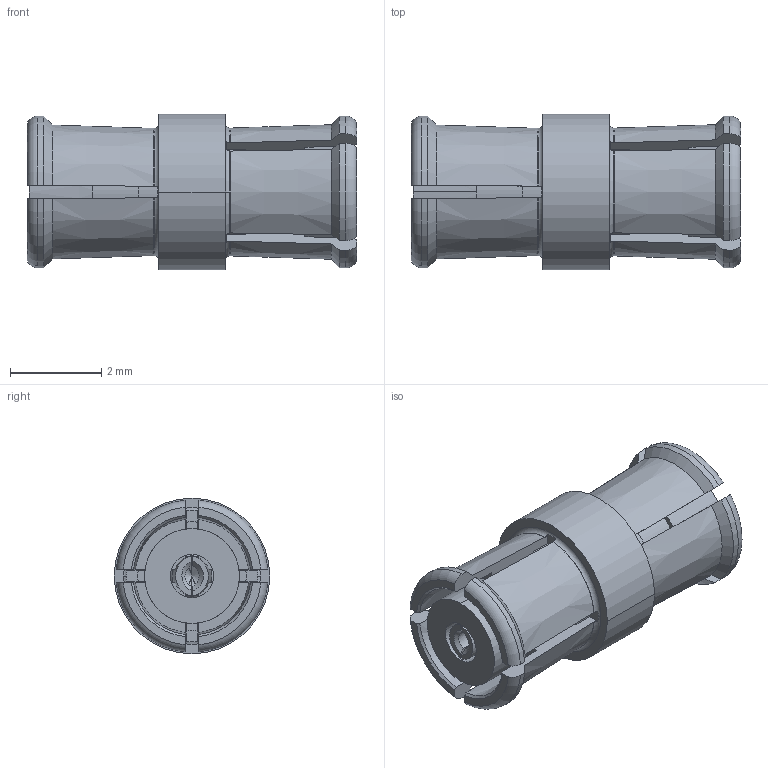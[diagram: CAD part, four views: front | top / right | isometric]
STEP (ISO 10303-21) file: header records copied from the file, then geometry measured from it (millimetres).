
FILE_DESCRIPTION (( 'STEP AP214' ), '1' );
FILE_NAME ('R222.705.360.STEP', '2015-08-11T09:07:58', ( '' ), ( '' ), 'SwSTEP 2.0', 'SolidWorks 2014', '' );
FILE_SCHEMA (( 'AUTOMOTIVE_DESIGN' ));
Length unit declared in the file: millimetre
Products named in the file (1): R222.705.360
Bounding box: 7.2 x 3.4 x 3.4 mm (x, y, z)
Volume: 44.5 mm3; surface area: 159.1 mm2
Topology: 1 solids, 1 shells, 263 faces, 758 edges, 493 vertices
Faces by surface type: plane 124, cone 54, cylinder 50, torus 23, bspline 12
Entity records: 9291 total; most frequent: CARTESIAN_POINT 2731, ORIENTED_EDGE 1500, DIRECTION 1184, EDGE_CURVE 750, AXIS2_PLACEMENT_3D 498, VERTEX_POINT 493, EDGE_LOOP 267, ADVANCED_FACE 263
